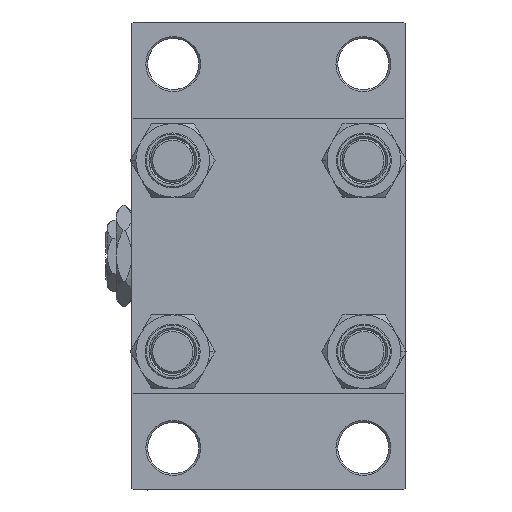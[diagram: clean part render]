
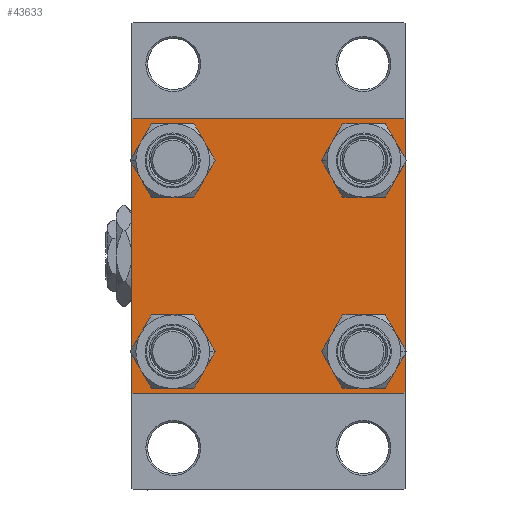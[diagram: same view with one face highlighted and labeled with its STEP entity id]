
A CAD part, left-side view. The second image highlights one B-rep face of the part: STEP entity #43633.
In plain terms, the highlighted planar face has unit normal (-1, 0, 0).
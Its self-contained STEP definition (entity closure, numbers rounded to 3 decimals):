
#175 = CARTESIAN_POINT ( 'NONE',  ( 0., 37.5, 37. ) ) ;
#513 = FACE_BOUND ( 'NONE', #31377, .T. ) ;
#1052 = EDGE_CURVE ( 'NONE', #34438, #41299, #8412, .T. ) ;
#1133 = VECTOR ( 'NONE', #37419, 1000. ) ;
#1755 = CIRCLE ( 'NONE', #33549, 6.5 ) ;
#2150 = CIRCLE ( 'NONE', #20419, 6.5 ) ;
#2663 = DIRECTION ( 'NONE',  ( 0., 0., 1. ) ) ;
#2746 = DIRECTION ( 'NONE',  ( 0., 0., 1. ) ) ;
#3254 = CARTESIAN_POINT ( 'NONE',  ( 0., 37.25, -37.25 ) ) ;
#3335 = EDGE_CURVE ( 'NONE', #3576, #29695, #20684, .T. ) ;
#3576 = VERTEX_POINT ( 'NONE', #24608 ) ;
#4395 = CARTESIAN_POINT ( 'NONE',  ( 0., -26.15, 19.65 ) ) ;
#4486 = FACE_OUTER_BOUND ( 'NONE', #16312, .T. ) ;
#4797 = VECTOR ( 'NONE', #14827, 1000. ) ;
#5225 = CARTESIAN_POINT ( 'NONE',  ( 0., 26.15, 26.15 ) ) ;
#5674 = ORIENTED_EDGE ( 'NONE', *, *, #48820, .T. ) ;
#6835 = VECTOR ( 'NONE', #9349, 1000. ) ;
#7202 = VECTOR ( 'NONE', #23165, 1000. ) ;
#7411 = DIRECTION ( 'NONE',  ( 0., 0., 1. ) ) ;
#7610 = VERTEX_POINT ( 'NONE', #33434 ) ;
#7700 = EDGE_LOOP ( 'NONE', ( #5674, #42578 ) ) ;
#7926 = AXIS2_PLACEMENT_3D ( 'NONE', #10888, #26117, #7411 ) ;
#8035 = AXIS2_PLACEMENT_3D ( 'NONE', #8937, #31885, #27653 ) ;
#8161 = ORIENTED_EDGE ( 'NONE', *, *, #14374, .T. ) ;
#8412 = CIRCLE ( 'NONE', #36284, 6.5 ) ;
#8485 = CARTESIAN_POINT ( 'NONE',  ( 0., 26.15, -19.65 ) ) ;
#8635 = DIRECTION ( 'NONE',  ( 1., 0., 0. ) ) ;
#8937 = CARTESIAN_POINT ( 'NONE',  ( 0., 0., 0. ) ) ;
#9349 = DIRECTION ( 'NONE',  ( 0., 0.707, 0.707 ) ) ;
#10147 = DIRECTION ( 'NONE',  ( 0., -1., 0. ) ) ;
#10693 = LINE ( 'NONE', #3254, #34803 ) ;
#10888 = CARTESIAN_POINT ( 'NONE',  ( 0., 26.15, 26.15 ) ) ;
#11642 = CARTESIAN_POINT ( 'NONE',  ( 0., -26.15, 32.65 ) ) ;
#13400 = DIRECTION ( 'NONE',  ( 1., 0., 0. ) ) ;
#13438 = CIRCLE ( 'NONE', #38116, 6.5 ) ;
#13521 = EDGE_CURVE ( 'NONE', #7610, #29695, #26542, .T. ) ;
#13786 = CIRCLE ( 'NONE', #26544, 6.5 ) ;
#14132 = EDGE_LOOP ( 'NONE', ( #21857, #22637 ) ) ;
#14374 = EDGE_CURVE ( 'NONE', #26444, #23559, #22912, .T. ) ;
#14588 = EDGE_CURVE ( 'NONE', #26444, #46913, #48307, .T. ) ;
#14728 = LINE ( 'NONE', #21953, #1133 ) ;
#14827 = DIRECTION ( 'NONE',  ( 0., -0.707, 0.707 ) ) ;
#14930 = CARTESIAN_POINT ( 'NONE',  ( 0., 37.5, -37. ) ) ;
#15296 = ORIENTED_EDGE ( 'NONE', *, *, #15451, .T. ) ;
#15451 = EDGE_CURVE ( 'NONE', #38530, #36980, #31025, .T. ) ;
#16312 = EDGE_LOOP ( 'NONE', ( #26874, #33536, #25641, #40197, #42515, #27065, #38146, #8161 ) ) ;
#17185 = CARTESIAN_POINT ( 'NONE',  ( 0., -37.5, 37.5 ) ) ;
#17664 = VERTEX_POINT ( 'NONE', #14930 ) ;
#18231 = VERTEX_POINT ( 'NONE', #45475 ) ;
#18243 = CARTESIAN_POINT ( 'NONE',  ( 0., -26.15, -19.65 ) ) ;
#18343 = VECTOR ( 'NONE', #10147, 1000. ) ;
#20167 = FACE_BOUND ( 'NONE', #14132, .T. ) ;
#20415 = DIRECTION ( 'NONE',  ( 1., 0., 0. ) ) ;
#20419 = AXIS2_PLACEMENT_3D ( 'NONE', #32352, #13400, #28619 ) ;
#20552 = VERTEX_POINT ( 'NONE', #4395 ) ;
#20647 = AXIS2_PLACEMENT_3D ( 'NONE', #35078, #8635, #39064 ) ;
#20684 = LINE ( 'NONE', #17185, #39448 ) ;
#21174 = DIRECTION ( 'NONE',  ( 0., 0., -1. ) ) ;
#21857 = ORIENTED_EDGE ( 'NONE', *, *, #36428, .T. ) ;
#21863 = CARTESIAN_POINT ( 'NONE',  ( 0., 37.5, 37.5 ) ) ;
#21911 = DIRECTION ( 'NONE',  ( 1., 0., 0. ) ) ;
#21953 = CARTESIAN_POINT ( 'NONE',  ( 0., 37.5, 37.5 ) ) ;
#22637 = ORIENTED_EDGE ( 'NONE', *, *, #40785, .T. ) ;
#22912 = LINE ( 'NONE', #30653, #7202 ) ;
#23165 = DIRECTION ( 'NONE',  ( 0., 0.707, -0.707 ) ) ;
#23241 = EDGE_CURVE ( 'NONE', #23559, #17664, #14728, .T. ) ;
#23559 = VERTEX_POINT ( 'NONE', #175 ) ;
#24608 = CARTESIAN_POINT ( 'NONE',  ( 0., -37.5, 37. ) ) ;
#25641 = ORIENTED_EDGE ( 'NONE', *, *, #28888, .T. ) ;
#26117 = DIRECTION ( 'NONE',  ( 1., 0., 0. ) ) ;
#26235 = LINE ( 'NONE', #41445, #6835 ) ;
#26444 = VERTEX_POINT ( 'NONE', #28820 ) ;
#26542 = LINE ( 'NONE', #41254, #4797 ) ;
#26544 = AXIS2_PLACEMENT_3D ( 'NONE', #41024, #36560, #2663 ) ;
#26661 = DIRECTION ( 'NONE',  ( 0., -0.707, -0.707 ) ) ;
#26874 = ORIENTED_EDGE ( 'NONE', *, *, #23241, .T. ) ;
#27065 = ORIENTED_EDGE ( 'NONE', *, *, #28012, .T. ) ;
#27308 = EDGE_LOOP ( 'NONE', ( #37873, #39509 ) ) ;
#27653 = DIRECTION ( 'NONE',  ( 0., 0., 1. ) ) ;
#28012 = EDGE_CURVE ( 'NONE', #3576, #46913, #26235, .T. ) ;
#28035 = ORIENTED_EDGE ( 'NONE', *, *, #38670, .T. ) ;
#28079 = LINE ( 'NONE', #34819, #33957 ) ;
#28619 = DIRECTION ( 'NONE',  ( 0., 0., 1. ) ) ;
#28820 = CARTESIAN_POINT ( 'NONE',  ( 0., 37., 37.5 ) ) ;
#28888 = EDGE_CURVE ( 'NONE', #40152, #7610, #28079, .T. ) ;
#29226 = CARTESIAN_POINT ( 'NONE',  ( 0., -37.5, -37. ) ) ;
#29695 = VERTEX_POINT ( 'NONE', #29226 ) ;
#30307 = EDGE_CURVE ( 'NONE', #41299, #34438, #2150, .T. ) ;
#30653 = CARTESIAN_POINT ( 'NONE',  ( 0., 37.25, 37.25 ) ) ;
#30914 = EDGE_CURVE ( 'NONE', #17664, #40152, #10693, .T. ) ;
#31025 = CIRCLE ( 'NONE', #20647, 6.5 ) ;
#31377 = EDGE_LOOP ( 'NONE', ( #15296, #28035 ) ) ;
#31885 = DIRECTION ( 'NONE',  ( -1., 0., 0. ) ) ;
#32352 = CARTESIAN_POINT ( 'NONE',  ( 0., -26.15, -26.15 ) ) ;
#32532 = VERTEX_POINT ( 'NONE', #40772 ) ;
#33367 = VERTEX_POINT ( 'NONE', #11642 ) ;
#33434 = CARTESIAN_POINT ( 'NONE',  ( 0., -37., -37.5 ) ) ;
#33536 = ORIENTED_EDGE ( 'NONE', *, *, #30914, .T. ) ;
#33549 = AXIS2_PLACEMENT_3D ( 'NONE', #40039, #36551, #47266 ) ;
#33632 = DIRECTION ( 'NONE',  ( 1., 0., 0. ) ) ;
#33957 = VECTOR ( 'NONE', #42799, 1000. ) ;
#34234 = CIRCLE ( 'NONE', #7926, 6.5 ) ;
#34438 = VERTEX_POINT ( 'NONE', #40297 ) ;
#34803 = VECTOR ( 'NONE', #26661, 1000. ) ;
#34819 = CARTESIAN_POINT ( 'NONE',  ( 0., 37.5, -37.5 ) ) ;
#34887 = FACE_BOUND ( 'NONE', #27308, .T. ) ;
#35078 = CARTESIAN_POINT ( 'NONE',  ( 0., 26.15, -26.15 ) ) ;
#35625 = DIRECTION ( 'NONE',  ( 0., 0., 1. ) ) ;
#36284 = AXIS2_PLACEMENT_3D ( 'NONE', #47354, #33632, #44117 ) ;
#36428 = EDGE_CURVE ( 'NONE', #32532, #18231, #47605, .T. ) ;
#36551 = DIRECTION ( 'NONE',  ( 1., 0., 0. ) ) ;
#36560 = DIRECTION ( 'NONE',  ( 1., 0., 0. ) ) ;
#36885 = CARTESIAN_POINT ( 'NONE',  ( 0., 26.15, -26.15 ) ) ;
#36980 = VERTEX_POINT ( 'NONE', #47399 ) ;
#37419 = DIRECTION ( 'NONE',  ( 0., 0., -1. ) ) ;
#37873 = ORIENTED_EDGE ( 'NONE', *, *, #30307, .T. ) ;
#38116 = AXIS2_PLACEMENT_3D ( 'NONE', #36885, #21911, #2746 ) ;
#38146 = ORIENTED_EDGE ( 'NONE', *, *, #14588, .F. ) ;
#38530 = VERTEX_POINT ( 'NONE', #8485 ) ;
#38625 = FACE_BOUND ( 'NONE', #7700, .T. ) ;
#38670 = EDGE_CURVE ( 'NONE', #36980, #38530, #13438, .T. ) ;
#38984 = CARTESIAN_POINT ( 'NONE',  ( 0., -37., 37.5 ) ) ;
#39064 = DIRECTION ( 'NONE',  ( 0., 0., 1. ) ) ;
#39448 = VECTOR ( 'NONE', #21174, 1000. ) ;
#39509 = ORIENTED_EDGE ( 'NONE', *, *, #1052, .T. ) ;
#40039 = CARTESIAN_POINT ( 'NONE',  ( 0., -26.15, 26.15 ) ) ;
#40152 = VERTEX_POINT ( 'NONE', #46168 ) ;
#40197 = ORIENTED_EDGE ( 'NONE', *, *, #13521, .T. ) ;
#40297 = CARTESIAN_POINT ( 'NONE',  ( 0., -26.15, -32.65 ) ) ;
#40772 = CARTESIAN_POINT ( 'NONE',  ( 0., 26.15, 32.65 ) ) ;
#40785 = EDGE_CURVE ( 'NONE', #18231, #32532, #34234, .T. ) ;
#41024 = CARTESIAN_POINT ( 'NONE',  ( 0., -26.15, 26.15 ) ) ;
#41254 = CARTESIAN_POINT ( 'NONE',  ( 0., -37.25, -37.25 ) ) ;
#41299 = VERTEX_POINT ( 'NONE', #18243 ) ;
#41445 = CARTESIAN_POINT ( 'NONE',  ( 0., -37.25, 37.25 ) ) ;
#42515 = ORIENTED_EDGE ( 'NONE', *, *, #3335, .F. ) ;
#42578 = ORIENTED_EDGE ( 'NONE', *, *, #44075, .T. ) ;
#42799 = DIRECTION ( 'NONE',  ( 0., -1., 0. ) ) ;
#43113 = PLANE ( 'NONE',  #8035 ) ;
#43633 = ADVANCED_FACE ( 'NONE', ( #38625, #34887, #513, #20167, #4486 ), #43113, .T. ) ;
#44075 = EDGE_CURVE ( 'NONE', #20552, #33367, #1755, .T. ) ;
#44117 = DIRECTION ( 'NONE',  ( 0., 0., 1. ) ) ;
#45475 = CARTESIAN_POINT ( 'NONE',  ( 0., 26.15, 19.65 ) ) ;
#46168 = CARTESIAN_POINT ( 'NONE',  ( 0., 37., -37.5 ) ) ;
#46913 = VERTEX_POINT ( 'NONE', #38984 ) ;
#47266 = DIRECTION ( 'NONE',  ( 0., 0., 1. ) ) ;
#47354 = CARTESIAN_POINT ( 'NONE',  ( 0., -26.15, -26.15 ) ) ;
#47399 = CARTESIAN_POINT ( 'NONE',  ( 0., 26.15, -32.65 ) ) ;
#47605 = CIRCLE ( 'NONE', #49216, 6.5 ) ;
#48307 = LINE ( 'NONE', #21863, #18343 ) ;
#48820 = EDGE_CURVE ( 'NONE', #33367, #20552, #13786, .T. ) ;
#49216 = AXIS2_PLACEMENT_3D ( 'NONE', #5225, #20415, #35625 ) ;
